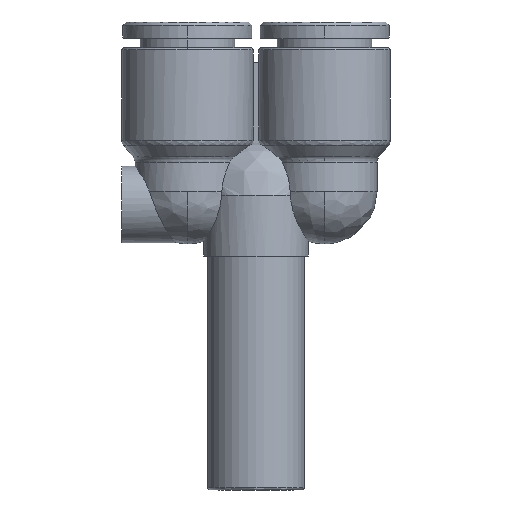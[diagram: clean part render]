
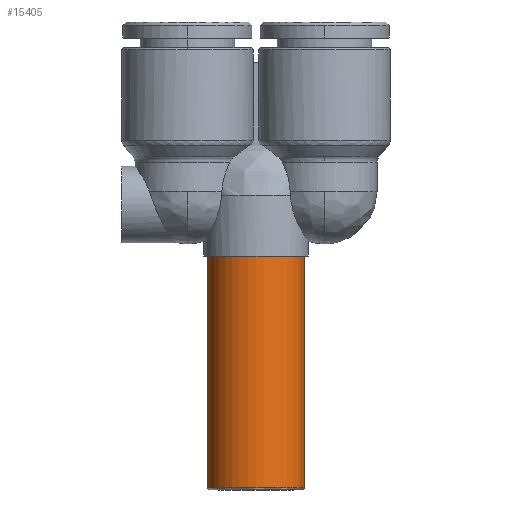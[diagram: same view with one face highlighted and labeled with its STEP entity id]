
A CAD part, front view. The second image highlights one B-rep face of the part: STEP entity #15405.
In plain terms, the highlighted cylindrical face has radius 6 mm (diameter 12 mm), a partial arc.
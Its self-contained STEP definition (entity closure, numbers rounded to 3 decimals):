
#945 = EDGE_CURVE ( 'NONE', #13539, #11305, #10236, .T. ) ;
#1635 = DIRECTION ( 'NONE',  ( 1., 0., 0. ) ) ;
#2007 = VERTEX_POINT ( 'NONE', #22199 ) ;
#2775 = DIRECTION ( 'NONE',  ( 1., 0., 0. ) ) ;
#2818 = DIRECTION ( 'NONE',  ( 1., 0., 0. ) ) ;
#3442 = AXIS2_PLACEMENT_3D ( 'NONE', #19380, #6050, #8330 ) ;
#4839 = CARTESIAN_POINT ( 'NONE',  ( -13.233, 0., -2.5 ) ) ;
#5235 = DIRECTION ( 'NONE',  ( 0., 0., -1. ) ) ;
#5865 = VECTOR ( 'NONE', #2775, 1000. ) ;
#6050 = DIRECTION ( 'NONE',  ( 1., 0., 0. ) ) ;
#6930 = AXIS2_PLACEMENT_3D ( 'NONE', #21372, #23665, #5235 ) ;
#8165 = EDGE_CURVE ( 'NONE', #13539, #18638, #24778, .T. ) ;
#8330 = DIRECTION ( 'NONE',  ( 0., 0., -1. ) ) ;
#8377 = CARTESIAN_POINT ( 'NONE',  ( -41.933, 0., -8.5 ) ) ;
#9477 = ORIENTED_EDGE ( 'NONE', *, *, #945, .T. ) ;
#10236 = CIRCLE ( 'NONE', #23154, 6. ) ;
#11305 = VERTEX_POINT ( 'NONE', #11982 ) ;
#11982 = CARTESIAN_POINT ( 'NONE',  ( -41.933, 0., -14.5 ) ) ;
#12228 = FACE_OUTER_BOUND ( 'NONE', #26907, .T. ) ;
#13430 = VECTOR ( 'NONE', #2818, 1000. ) ;
#13539 = VERTEX_POINT ( 'NONE', #13885 ) ;
#13885 = CARTESIAN_POINT ( 'NONE',  ( -41.933, 0., -2.5 ) ) ;
#14002 = CYLINDRICAL_SURFACE ( 'NONE', #3442, 6. ) ;
#15405 = ADVANCED_FACE ( 'NONE', ( #12228 ), #14002, .T. ) ;
#16396 = CARTESIAN_POINT ( 'NONE',  ( -27.733, 0., -2.5 ) ) ;
#17026 = EDGE_CURVE ( 'NONE', #11305, #2007, #24445, .T. ) ;
#17235 = DIRECTION ( 'NONE',  ( 0., 0., -1. ) ) ;
#18638 = VERTEX_POINT ( 'NONE', #4839 ) ;
#18792 = EDGE_CURVE ( 'NONE', #2007, #18638, #19995, .T. ) ;
#19380 = CARTESIAN_POINT ( 'NONE',  ( -27.733, 0., -8.5 ) ) ;
#19995 = CIRCLE ( 'NONE', #6930, 6. ) ;
#20107 = ORIENTED_EDGE ( 'NONE', *, *, #18792, .T. ) ;
#21372 = CARTESIAN_POINT ( 'NONE',  ( -13.233, 0., -8.5 ) ) ;
#22199 = CARTESIAN_POINT ( 'NONE',  ( -13.233, 0., -14.5 ) ) ;
#23154 = AXIS2_PLACEMENT_3D ( 'NONE', #8377, #1635, #17235 ) ;
#23665 = DIRECTION ( 'NONE',  ( -1., 0., 0. ) ) ;
#24158 = ORIENTED_EDGE ( 'NONE', *, *, #8165, .F. ) ;
#24445 = LINE ( 'NONE', #25529, #13430 ) ;
#24778 = LINE ( 'NONE', #16396, #5865 ) ;
#25328 = ORIENTED_EDGE ( 'NONE', *, *, #17026, .T. ) ;
#25529 = CARTESIAN_POINT ( 'NONE',  ( -27.733, 0., -14.5 ) ) ;
#26907 = EDGE_LOOP ( 'NONE', ( #24158, #9477, #25328, #20107 ) ) ;
